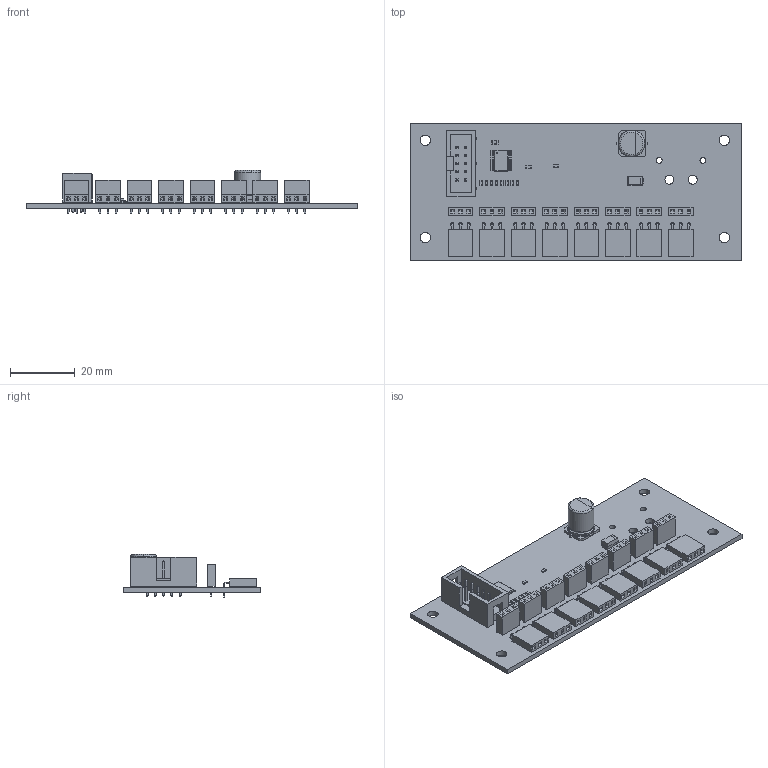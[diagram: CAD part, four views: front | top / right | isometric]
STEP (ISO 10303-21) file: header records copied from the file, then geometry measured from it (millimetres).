
FILE_DESCRIPTION(('KiCad electronic assembly'),'2;1');
FILE_NAME('LED Board.step','2024-05-28T10:47:50',('Pcbnew'),('Kicad'), 'Open CASCADE STEP processor 7.7','KiCad to STEP converter','Unknown' );
FILE_SCHEMA(('AUTOMOTIVE_DESIGN { 1 0 10303 214 1 1 1 1 }'));
Length unit declared in the file: millimetre
Products named in the file (18): LED Board 1; R_0603_1608Metric; PinSocket_1x03_P2.54mm_Horizontal; PinSocket_1x03_P254mm_Horizontal; PinSocket_1x03_P2.54mm_Vertical; PinSocket_1x03_P254mm_Vertical; C_0805_2012Metric; D_SMA; CP_Elec_8x10; IDC-Header_2x05_P2.54mm_Vertical; IDC_Header_2x05_P254mm_Vertical; TSSOP-20_4.4x6.5mm_P0.65mm; TSSOP_20_44x65mm_P065mm; LED Board_PCB
Assembly tree (40 placements, depth 3):
  LED Board 1
    R_0603_1608Metric  x10
      R_0603_1608Metric
    PinSocket_1x03_P2.54mm_Horizontal  x8
      PinSocket_1x03_P254mm_Horizontal
    PinSocket_1x03_P2.54mm_Vertical  x8
      PinSocket_1x03_P254mm_Vertical
    C_0805_2012Metric
      C_0805_2012Metric
    D_SMA
      D_SMA
    CP_Elec_8x10
      CP_Elec_8x10
    IDC-Header_2x05_P2.54mm_Vertical
      IDC_Header_2x05_P254mm_Vertical
    TSSOP-20_4.4x6.5mm_P0.65mm
      TSSOP_20_44x65mm_P065mm
    LED Board_PCB
Bounding box: 102.36 x 42.42 x 13.3 mm (x, y, z)
Volume: 10434.9 mm3; surface area: 15707.8 mm2
Topology: 32 solids, 32 shells, 2736 faces, 7074 edges, 4573 vertices
Faces by surface type: plane 2373, cylinder 302, bspline 56, torus 4, revolution 1
Full cylindrical faces by diameter (mm): 0.5 x1, 1 x56, 1.8 x2, 2.7 x2, 3.2 x4, 8 x2
Entity records: 36366 total; most frequent: CARTESIAN_POINT 5531, ORIENTED_EDGE 5028, DIRECTION 4765, EDGE_CURVE 2514, LINE 2062, VECTOR 2062, VERTEX_POINT 1601, AXIS2_PLACEMENT_3D 1351
